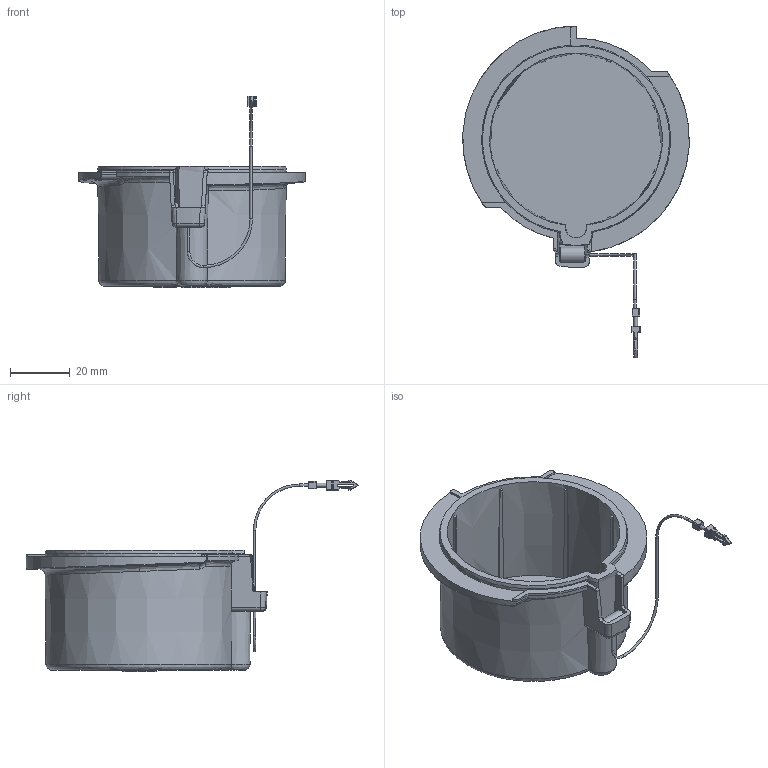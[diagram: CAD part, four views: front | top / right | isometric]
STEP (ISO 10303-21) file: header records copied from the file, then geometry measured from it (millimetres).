
FILE_DESCRIPTION (( 'STEP AP203' ), '1' );
FILE_NAME ('20165.STEP', '2023-03-20T12:25:57', ( '' ), ( '' ), 'SwSTEP 2.0', 'SolidWorks 2022', '' );
FILE_SCHEMA (( 'CONFIG_CONTROL_DESIGN' ));
Length unit declared in the file: millimetre
Products named in the file (1): 20165
Bounding box: 75.58 x 110.85 x 64.05 mm (x, y, z)
Volume: 30003.3 mm3; surface area: 25163.8 mm2
Topology: 2 solids, 2 shells, 341 faces, 865 edges, 524 vertices
Faces by surface type: plane 147, cylinder 101, bspline 52, cone 18, torus 15, sphere 8
Full cylindrical faces by diameter (mm): 0.8 x3, 1.3 x1, 5 x1
Entity records: 14516 total; most frequent: CARTESIAN_POINT 6858, ORIENTED_EDGE 1670, DIRECTION 1424, EDGE_CURVE 835, VERTEX_POINT 517, AXIS2_PLACEMENT_3D 499, LINE 426, VECTOR 426
